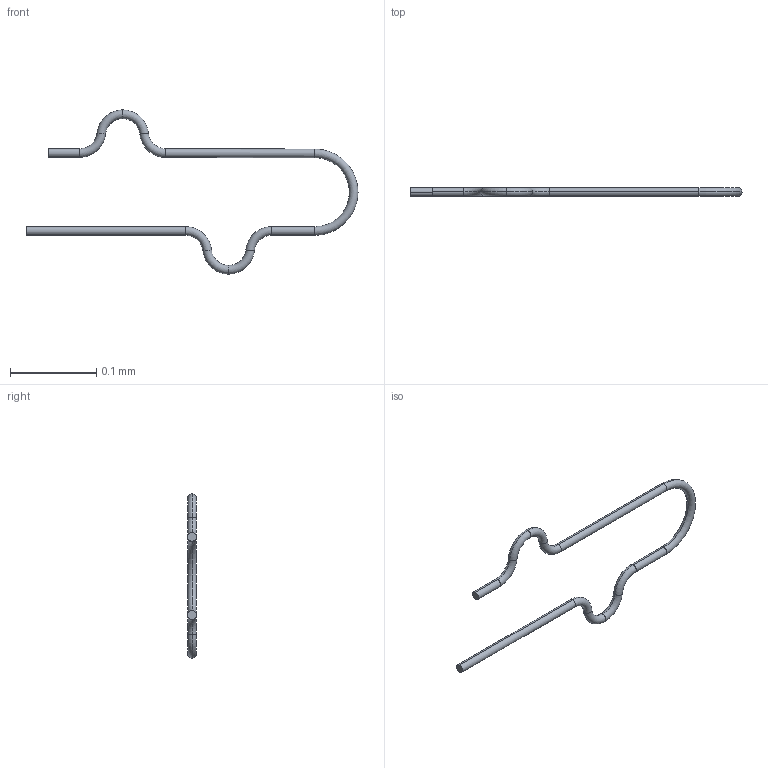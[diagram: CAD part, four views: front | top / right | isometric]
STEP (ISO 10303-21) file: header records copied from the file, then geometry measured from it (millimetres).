
FILE_DESCRIPTION(('produced by SPATIAL CORP'),'2;1');
FILE_NAME( 'sh-r44363-000-u-compressed.hh.sat.stp', '2002-04-22T18:09:58+00:00',('SPATIAL CORP'),('SPATIAL CORP'), 'ACIS STEP Husk','http://www.spatial.com','SPATIAL CORP');
FILE_SCHEMA(('CONFIG_CONTROL_DESIGN'));
Length unit declared in the file: millimetre
Products named in the file (1): PRODUCT_ID_1
Bounding box: 0.39 x 0.01 x 0.19 mm (x, y, z)
Volume: 0 mm3; surface area: 0 mm2
Topology: 1 solids, 1 shells, 30 faces, 58 edges, 30 vertices
Faces by surface type: torus 20, cylinder 8, plane 2
Entity records: 694 total; most frequent: ORIENTED_EDGE 116, DIRECTION 106, CARTESIAN_POINT 87, EDGE_CURVE 58, AXIS2_PLACEMENT_3D 49, CIRCLE 36, VERTEX_POINT 30, EDGE_LOOP 30
